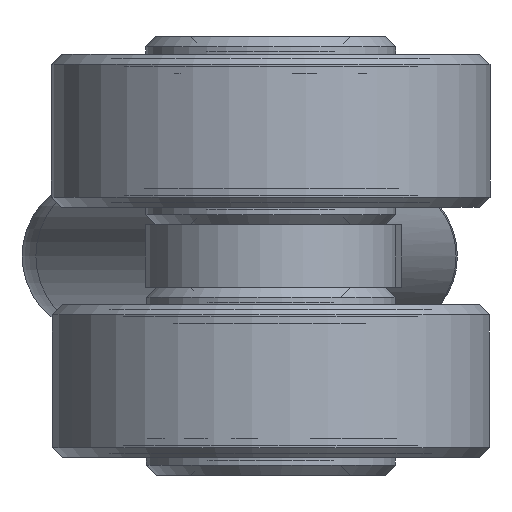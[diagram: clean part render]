
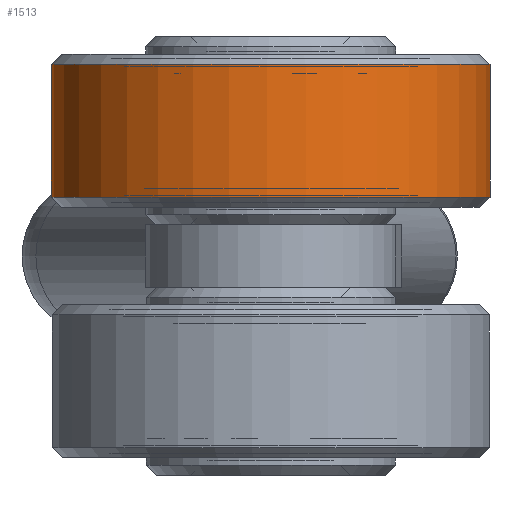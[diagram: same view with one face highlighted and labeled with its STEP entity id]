
A CAD part, left-side view. The second image highlights one B-rep face of the part: STEP entity #1513.
In plain terms, the highlighted cylindrical face has radius 11.113 mm (diameter 22.225 mm), a full revolution.
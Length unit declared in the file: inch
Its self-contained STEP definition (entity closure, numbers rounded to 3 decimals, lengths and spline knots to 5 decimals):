
#1482=CARTESIAN_POINT('',(-0.38217,-0.21296,0.1175));
#1483=VERTEX_POINT('',#1482);
#1484=CARTESIAN_POINT('',(0.,0.,0.1175));
#1485=DIRECTION('',(0.,0.,-1.0));
#1486=DIRECTION('',(0.874,0.487,0.));
#1487=AXIS2_PLACEMENT_3D('',#1484,#1485,#1486);
#1488=CIRCLE('',#1487,0.4375);
#1489=EDGE_CURVE('',#1483,#1483,#1488,.T.);
#1494=CARTESIAN_POINT('',(0.,0.,0.32625));
#1495=DIRECTION('',(0.,0.,1.0));
#1496=DIRECTION('',(-0.874,-0.487,0.));
#1497=AXIS2_PLACEMENT_3D('',#1494,#1495,#1496);
#1498=CYLINDRICAL_SURFACE('',#1497,0.4375);
#1499=CARTESIAN_POINT('',(-0.38217,-0.21296,0.3825));
#1500=VERTEX_POINT('',#1499);
#1501=CARTESIAN_POINT('',(0.,0.,0.3825));
#1502=DIRECTION('',(0.,0.,1.0));
#1503=DIRECTION('',(0.874,0.487,0.));
#1504=AXIS2_PLACEMENT_3D('',#1501,#1502,#1503);
#1505=CIRCLE('',#1504,0.4375);
#1506=EDGE_CURVE('',#1500,#1500,#1505,.T.);
#1507=ORIENTED_EDGE('',*,*,#1506,.F.);
#1508=EDGE_LOOP('',(#1507));
#1509=FACE_OUTER_BOUND('',#1508,.T.);
#1510=ORIENTED_EDGE('',*,*,#1489,.F.);
#1511=EDGE_LOOP('',(#1510));
#1512=FACE_BOUND('',#1511,.T.);
#1513=ADVANCED_FACE('',(#1509,#1512),#1498,.T.);
